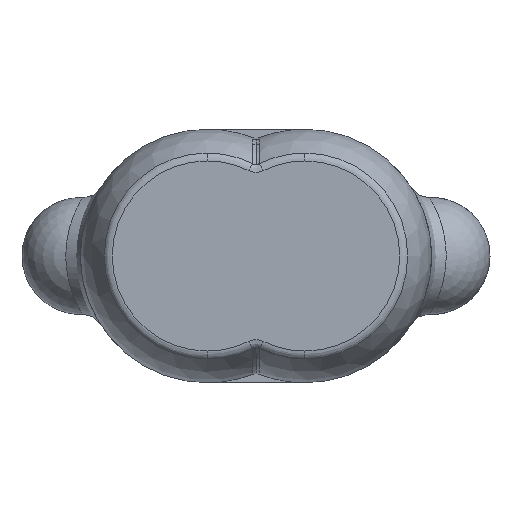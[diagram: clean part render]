
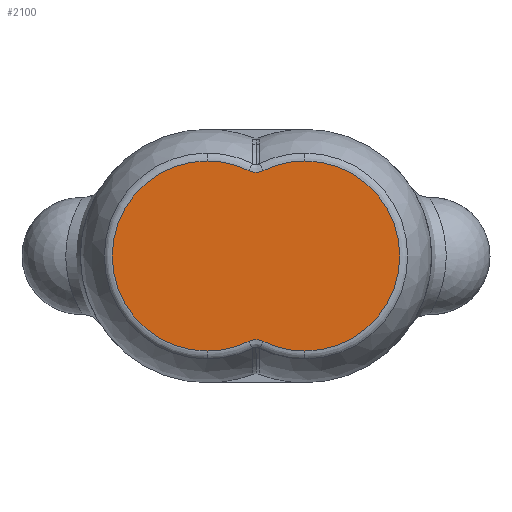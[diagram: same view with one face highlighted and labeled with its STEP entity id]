
A CAD part, front view. The second image highlights one B-rep face of the part: STEP entity #2100.
In plain terms, the highlighted planar face has unit normal (0, -1, 0).
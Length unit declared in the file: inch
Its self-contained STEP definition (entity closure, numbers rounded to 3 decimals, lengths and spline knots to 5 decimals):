
#25 = ORIENTED_EDGE ( 'NONE', *, *, #194, .T. ) ;
#80 = CIRCLE ( 'NONE', #5308, 1.21835 ) ;
#194 = EDGE_CURVE ( 'NONE', #2047, #2757, #3177, .T. ) ;
#311 = DIRECTION ( 'NONE',  ( 0., -1., 0. ) ) ;
#334 = CARTESIAN_POINT ( 'NONE',  ( -0.08929, 0., 1.09425 ) ) ;
#342 = B_SPLINE_CURVE_WITH_KNOTS ( 'NONE', 3,
 ( #334, #3401, #4415, #1353, #4938, #1882, #5458, #2401, #5984, #2914 ),
 .UNSPECIFIED., .F., .F.,
 ( 4, 2, 2, 2, 4 ),
 ( 0., 0.00118, 0.00235, 0.00353, 0.00471 ),
 .UNSPECIFIED. ) ;
#353 = DIRECTION ( 'NONE',  ( 0., -1., 0. ) ) ;
#364 = CARTESIAN_POINT ( 'NONE',  ( -0.08929, 0., -1.09425 ) ) ;
#802 = EDGE_CURVE ( 'NONE', #2592, #2468, #2942, .T. ) ;
#898 = AXIS2_PLACEMENT_3D ( 'NONE', #2026, #5601, #2549 ) ;
#900 = ORIENTED_EDGE ( 'NONE', *, *, #4829, .T. ) ;
#916 = CIRCLE ( 'NONE', #6061, 1.21835 ) ;
#1293 = DIRECTION ( 'NONE',  ( 0., -1., 0. ) ) ;
#1353 = CARTESIAN_POINT ( 'NONE',  ( -0.0306, 0., 1.07487 ) ) ;
#1356 = CARTESIAN_POINT ( 'NONE',  ( 0.08929, 0., -1.09425 ) ) ;
#1415 = CARTESIAN_POINT ( 'NONE',  ( 0.08929, 0., 1.09425 ) ) ;
#1499 = AXIS2_PLACEMENT_3D ( 'NONE', #3418, #353, #3921 ) ;
#1614 = EDGE_CURVE ( 'NONE', #2592, #3035, #2546, .T. ) ;
#1811 = AXIS2_PLACEMENT_3D ( 'NONE', #5563, #2510, #6089 ) ;
#1882 = CARTESIAN_POINT ( 'NONE',  ( 0.0154, 0., 1.07306 ) ) ;
#1883 = ORIENTED_EDGE ( 'NONE', *, *, #3827, .T. ) ;
#1888 = CARTESIAN_POINT ( 'NONE',  ( 0.06081, 0., -1.08211 ) ) ;
#2026 = CARTESIAN_POINT ( 'NONE',  ( 0.625, 0., 0. ) ) ;
#2047 = VERTEX_POINT ( 'NONE', #5753 ) ;
#2064 = ORIENTED_EDGE ( 'NONE', *, *, #802, .T. ) ;
#2100 = ADVANCED_FACE ( 'NONE', ( #2987 ), #5292, .F. ) ;
#2223 = DIRECTION ( 'NONE',  ( 0., -1., 0. ) ) ;
#2401 = CARTESIAN_POINT ( 'NONE',  ( 0.06089, 0., 1.08215 ) ) ;
#2403 = CARTESIAN_POINT ( 'NONE',  ( 0.01528, 0., -1.07305 ) ) ;
#2408 = AXIS2_PLACEMENT_3D ( 'NONE', #4348, #1293, #4871 ) ;
#2466 = ORIENTED_EDGE ( 'NONE', *, *, #1614, .F. ) ;
#2468 = VERTEX_POINT ( 'NONE', #2772 ) ;
#2510 = DIRECTION ( 'NONE',  ( 0., -1., 0. ) ) ;
#2546 = B_SPLINE_CURVE_WITH_KNOTS ( 'NONE', 3,
 ( #1356, #4941, #1888, #5464, #2403, #5988, #2920, #6491, #3429, #364 ),
 .UNSPECIFIED., .F., .F.,
 ( 4, 2, 2, 2, 4 ),
 ( 0., 0.00118, 0.00235, 0.00353, 0.00471 ),
 .UNSPECIFIED. ) ;
#2549 = DIRECTION ( 'NONE',  ( 0., 0., 1. ) ) ;
#2592 = VERTEX_POINT ( 'NONE', #5907 ) ;
#2757 = VERTEX_POINT ( 'NONE', #3529 ) ;
#2772 = CARTESIAN_POINT ( 'NONE',  ( 0.625, 0., -1.21835 ) ) ;
#2775 = DIRECTION ( 'NONE',  ( 0., 0., 1. ) ) ;
#2913 = VERTEX_POINT ( 'NONE', #1415 ) ;
#2914 = CARTESIAN_POINT ( 'NONE',  ( 0.08929, 0., 1.09425 ) ) ;
#2920 = CARTESIAN_POINT ( 'NONE',  ( -0.031, 0., -1.07495 ) ) ;
#2942 = CIRCLE ( 'NONE', #1811, 1.21835 ) ;
#2945 = ORIENTED_EDGE ( 'NONE', *, *, #4868, .F. ) ;
#2987 = FACE_OUTER_BOUND ( 'NONE', #5259, .T. ) ;
#3035 = VERTEX_POINT ( 'NONE', #6558 ) ;
#3085 = CIRCLE ( 'NONE', #898, 1.21835 ) ;
#3166 = EDGE_CURVE ( 'NONE', #3437, #2913, #80, .T. ) ;
#3177 = CIRCLE ( 'NONE', #2408, 1.21835 ) ;
#3310 = CARTESIAN_POINT ( 'NONE',  ( -0.08929, 0., 1.09425 ) ) ;
#3320 = ORIENTED_EDGE ( 'NONE', *, *, #3166, .T. ) ;
#3374 = CARTESIAN_POINT ( 'NONE',  ( -0.625, 0., 0. ) ) ;
#3401 = CARTESIAN_POINT ( 'NONE',  ( -0.07532, 0., 1.08741 ) ) ;
#3418 = CARTESIAN_POINT ( 'NONE',  ( -0.625, 0., 0. ) ) ;
#3429 = CARTESIAN_POINT ( 'NONE',  ( -0.07533, 0., -1.08742 ) ) ;
#3437 = VERTEX_POINT ( 'NONE', #6455 ) ;
#3529 = CARTESIAN_POINT ( 'NONE',  ( -0.625, 0., -1.21835 ) ) ;
#3646 = VERTEX_POINT ( 'NONE', #3310 ) ;
#3827 = EDGE_CURVE ( 'NONE', #2757, #3035, #5695, .T. ) ;
#3884 = DIRECTION ( 'NONE',  ( 0., 0., 1. ) ) ;
#3921 = DIRECTION ( 'NONE',  ( 0., 0., 1. ) ) ;
#4097 = ORIENTED_EDGE ( 'NONE', *, *, #4477, .T. ) ;
#4348 = CARTESIAN_POINT ( 'NONE',  ( -0.625, 0., 0. ) ) ;
#4415 = CARTESIAN_POINT ( 'NONE',  ( -0.06081, 0., 1.08211 ) ) ;
#4477 = EDGE_CURVE ( 'NONE', #2468, #3437, #3085, .T. ) ;
#4829 = EDGE_CURVE ( 'NONE', #3646, #2047, #916, .T. ) ;
#4868 = EDGE_CURVE ( 'NONE', #3646, #2913, #342, .T. ) ;
#4871 = DIRECTION ( 'NONE',  ( 0., 0., 1. ) ) ;
#4938 = CARTESIAN_POINT ( 'NONE',  ( -0.01528, 0., 1.07305 ) ) ;
#4941 = CARTESIAN_POINT ( 'NONE',  ( 0.07532, 0., -1.08741 ) ) ;
#5259 = EDGE_LOOP ( 'NONE', ( #2466, #2064, #4097, #3320, #2945, #900, #25, #1883 ) ) ;
#5275 = CARTESIAN_POINT ( 'NONE',  ( 0.625, 0., 0. ) ) ;
#5292 = PLANE ( 'NONE',  #5888 ) ;
#5308 = AXIS2_PLACEMENT_3D ( 'NONE', #5275, #2223, #5799 ) ;
#5458 = CARTESIAN_POINT ( 'NONE',  ( 0.031, 0., 1.07495 ) ) ;
#5464 = CARTESIAN_POINT ( 'NONE',  ( 0.0306, 0., -1.07487 ) ) ;
#5563 = CARTESIAN_POINT ( 'NONE',  ( 0.625, 0., 0. ) ) ;
#5601 = DIRECTION ( 'NONE',  ( 0., -1., 0. ) ) ;
#5695 = CIRCLE ( 'NONE', #1499, 1.21835 ) ;
#5753 = CARTESIAN_POINT ( 'NONE',  ( -0.625, 0., 1.21835 ) ) ;
#5799 = DIRECTION ( 'NONE',  ( 0., 0., 1. ) ) ;
#5820 = CARTESIAN_POINT ( 'NONE',  ( 0., 0., 0. ) ) ;
#5846 = DIRECTION ( 'NONE',  ( 0., 1., 0. ) ) ;
#5888 = AXIS2_PLACEMENT_3D ( 'NONE', #5820, #5846, #2775 ) ;
#5907 = CARTESIAN_POINT ( 'NONE',  ( 0.08929, 0., -1.09425 ) ) ;
#5984 = CARTESIAN_POINT ( 'NONE',  ( 0.07533, 0., 1.08742 ) ) ;
#5988 = CARTESIAN_POINT ( 'NONE',  ( -0.0154, 0., -1.07306 ) ) ;
#6061 = AXIS2_PLACEMENT_3D ( 'NONE', #3374, #311, #3884 ) ;
#6089 = DIRECTION ( 'NONE',  ( 0., 0., 1. ) ) ;
#6455 = CARTESIAN_POINT ( 'NONE',  ( 0.625, 0., 1.21835 ) ) ;
#6491 = CARTESIAN_POINT ( 'NONE',  ( -0.06089, 0., -1.08215 ) ) ;
#6558 = CARTESIAN_POINT ( 'NONE',  ( -0.08929, 0., -1.09425 ) ) ;
